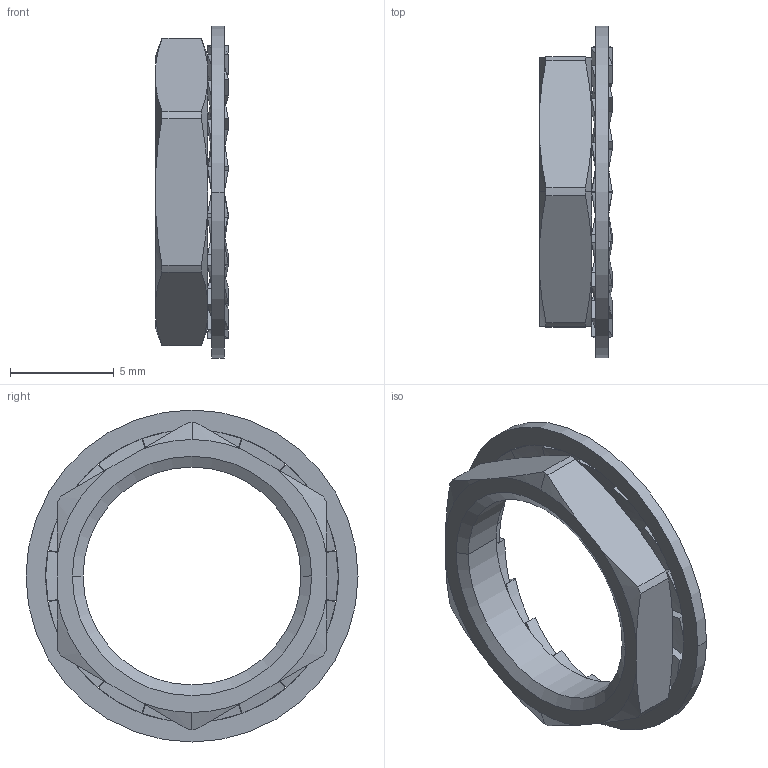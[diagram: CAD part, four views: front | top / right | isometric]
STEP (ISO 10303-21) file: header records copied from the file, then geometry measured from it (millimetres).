
FILE_DESCRIPTION((''),'2;1');
FILE_NAME('LEMO_EXJ.1B.304.HLD_Washer.stp','2010-12-20T11:48:16',(''),(''),'Mechanical Desktop 2011','Mechanical Desktop 2011',', , ');
FILE_SCHEMA(('AUTOMOTIVE_DESIGN { 1 2 10303 214 1 1 1 1 }'));
Length unit declared in the file: millimetre
Products named in the file (1): Product
Bounding box: 3.5 x 16 x 16 mm (x, y, z)
Volume: 193.3 mm3; surface area: 548.2 mm2
Topology: 2 solids, 2 shells, 186 faces, 476 edges, 298 vertices
Faces by surface type: cylinder 84, plane 46, bspline 44, cone 12
Entity records: 6374 total; most frequent: CARTESIAN_POINT 2217, ORIENTED_EDGE 944, DIRECTION 724, EDGE_CURVE 472, VERTEX_POINT 290, AXIS2_PLACEMENT_3D 261, VECTOR 202, LINE 202
